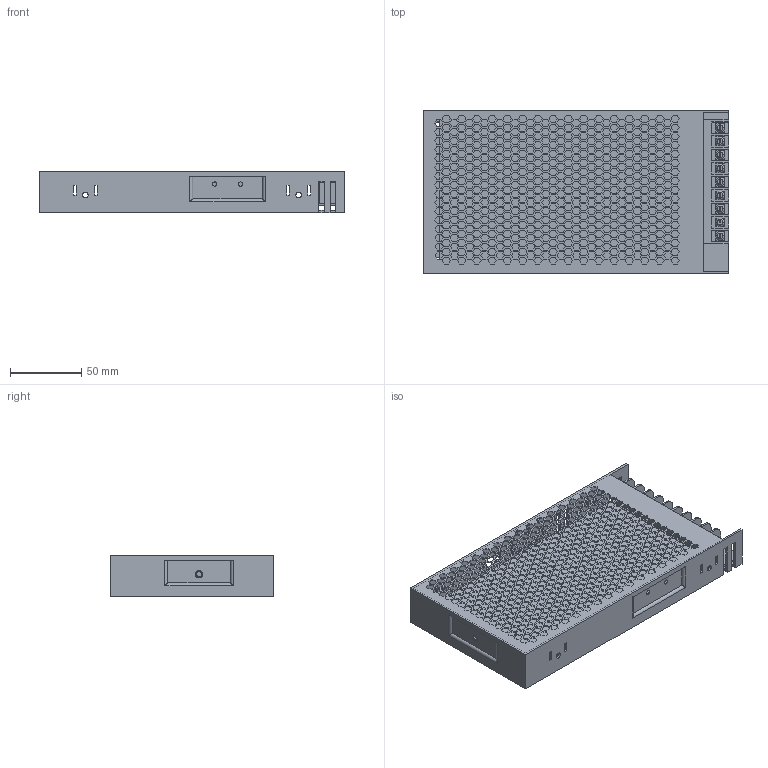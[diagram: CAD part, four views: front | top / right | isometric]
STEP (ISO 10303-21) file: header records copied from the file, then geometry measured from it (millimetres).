
FILE_DESCRIPTION (( 'STEP AP214' ), '1' );
FILE_NAME ('F620LSM-9.5-9P.STEP', '2025-03-31T06:48:12', ( '' ), ( '' ), 'SwSTEP 2.0', 'SolidWorks 2020', '' );
FILE_SCHEMA (( 'AUTOMOTIVE_DESIGN' ));
Products named in the file (1): F620LSM-9.5-9P
Bounding box: 215 x 115 x 29.4 mm (x, y, z)
Volume: 110355.5 mm3; surface area: 157128.9 mm2
Topology: 1 solids, 1 shells, 3506 faces, 10446 edges, 6958 vertices
Faces by surface type: plane 3405, cylinder 81, torus 20
Entity records: 117713 total; most frequent: CARTESIAN_POINT 21208, ORIENTED_EDGE 20892, DIRECTION 17574, EDGE_CURVE 10446, VECTOR 10188, LINE 10188, VERTEX_POINT 6958, EDGE_LOOP 4638
